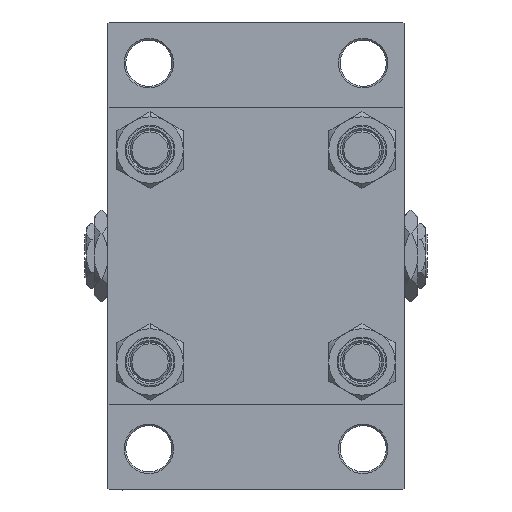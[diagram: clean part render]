
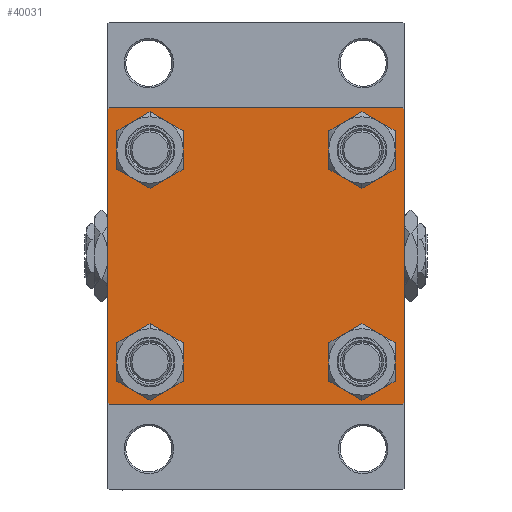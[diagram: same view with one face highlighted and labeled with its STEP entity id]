
A CAD part, left-side view. The second image highlights one B-rep face of the part: STEP entity #40031.
In plain terms, the highlighted planar face has unit normal (-1, 0, 0).
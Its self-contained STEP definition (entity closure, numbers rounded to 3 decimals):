
#1411 = AXIS2_PLACEMENT_3D ( 'NONE', #28038, #27058, #19856 ) ;
#1484 = CARTESIAN_POINT ( 'NONE',  ( 0., 32.15, -38.65 ) ) ;
#2309 = EDGE_CURVE ( 'NONE', #23045, #40580, #26502, .T. ) ;
#2410 = CARTESIAN_POINT ( 'NONE',  ( 0., 45., -45. ) ) ;
#2881 = EDGE_CURVE ( 'NONE', #23468, #32658, #7193, .T. ) ;
#3005 = CARTESIAN_POINT ( 'NONE',  ( 0., -32.15, -38.65 ) ) ;
#4103 = CARTESIAN_POINT ( 'NONE',  ( 0., -44.5, 45. ) ) ;
#4497 = EDGE_LOOP ( 'NONE', ( #6212, #24300 ) ) ;
#4790 = VECTOR ( 'NONE', #33446, 1000. ) ;
#4878 = CARTESIAN_POINT ( 'NONE',  ( 0., -32.15, -25.65 ) ) ;
#5907 = CARTESIAN_POINT ( 'NONE',  ( 0., -32.15, 32.15 ) ) ;
#6212 = ORIENTED_EDGE ( 'NONE', *, *, #44111, .T. ) ;
#6269 = CARTESIAN_POINT ( 'NONE',  ( 0., -32.15, -32.15 ) ) ;
#6369 = CARTESIAN_POINT ( 'NONE',  ( 0., 32.15, 38.65 ) ) ;
#6429 = ORIENTED_EDGE ( 'NONE', *, *, #47490, .T. ) ;
#7074 = CARTESIAN_POINT ( 'NONE',  ( 0., 32.15, -25.65 ) ) ;
#7193 = CIRCLE ( 'NONE', #24570, 6.5 ) ;
#7726 = AXIS2_PLACEMENT_3D ( 'NONE', #5907, #21227, #47253 ) ;
#7743 = FACE_BOUND ( 'NONE', #23402, .T. ) ;
#8294 = LINE ( 'NONE', #34286, #22658 ) ;
#8861 = ORIENTED_EDGE ( 'NONE', *, *, #21538, .T. ) ;
#9269 = VERTEX_POINT ( 'NONE', #14865 ) ;
#9301 = AXIS2_PLACEMENT_3D ( 'NONE', #21621, #29306, #33020 ) ;
#10666 = ORIENTED_EDGE ( 'NONE', *, *, #37394, .T. ) ;
#10922 = VERTEX_POINT ( 'NONE', #7074 ) ;
#10950 = EDGE_CURVE ( 'NONE', #34303, #24359, #8294, .T. ) ;
#11870 = DIRECTION ( 'NONE',  ( 0., 0., 1. ) ) ;
#13213 = CIRCLE ( 'NONE', #9301, 6.5 ) ;
#13706 = DIRECTION ( 'NONE',  ( 0., 0., 1. ) ) ;
#13847 = ORIENTED_EDGE ( 'NONE', *, *, #2309, .F. ) ;
#14676 = EDGE_CURVE ( 'NONE', #26544, #14739, #22798, .T. ) ;
#14737 = VECTOR ( 'NONE', #15441, 1000. ) ;
#14739 = VERTEX_POINT ( 'NONE', #32150 ) ;
#14835 = EDGE_CURVE ( 'NONE', #23045, #26678, #33623, .T. ) ;
#14865 = CARTESIAN_POINT ( 'NONE',  ( 0., -44.5, -45. ) ) ;
#15441 = DIRECTION ( 'NONE',  ( 0., -1., 0. ) ) ;
#16377 = CARTESIAN_POINT ( 'NONE',  ( 0., 32.15, -32.15 ) ) ;
#16445 = CARTESIAN_POINT ( 'NONE',  ( 0., -32.15, 38.65 ) ) ;
#16630 = ORIENTED_EDGE ( 'NONE', *, *, #2881, .T. ) ;
#17403 = VERTEX_POINT ( 'NONE', #31763 ) ;
#17652 = DIRECTION ( 'NONE',  ( 1., 0., 0. ) ) ;
#17985 = CIRCLE ( 'NONE', #1411, 6.5 ) ;
#18137 = EDGE_LOOP ( 'NONE', ( #29550, #6429 ) ) ;
#18612 = ORIENTED_EDGE ( 'NONE', *, *, #44408, .T. ) ;
#18645 = FACE_OUTER_BOUND ( 'NONE', #22085, .T. ) ;
#18760 = DIRECTION ( 'NONE',  ( 0., 0.707, 0.707 ) ) ;
#18883 = DIRECTION ( 'NONE',  ( -1., 0., 0. ) ) ;
#19363 = PLANE ( 'NONE',  #28132 ) ;
#19856 = DIRECTION ( 'NONE',  ( 0., 0., 1. ) ) ;
#20469 = AXIS2_PLACEMENT_3D ( 'NONE', #16377, #36645, #47568 ) ;
#20854 = EDGE_CURVE ( 'NONE', #42929, #38906, #34434, .T. ) ;
#21010 = ORIENTED_EDGE ( 'NONE', *, *, #43120, .T. ) ;
#21227 = DIRECTION ( 'NONE',  ( 1., 0., 0. ) ) ;
#21230 = CARTESIAN_POINT ( 'NONE',  ( 0., -45., 44.5 ) ) ;
#21365 = CARTESIAN_POINT ( 'NONE',  ( 0., 45., 44.5 ) ) ;
#21538 = EDGE_CURVE ( 'NONE', #32658, #23468, #37153, .T. ) ;
#21621 = CARTESIAN_POINT ( 'NONE',  ( 0., -32.15, 32.15 ) ) ;
#21757 = LINE ( 'NONE', #25236, #30135 ) ;
#22085 = EDGE_LOOP ( 'NONE', ( #22427, #47566, #10666, #35648, #13847, #38528, #45015, #41820 ) ) ;
#22427 = ORIENTED_EDGE ( 'NONE', *, *, #23724, .T. ) ;
#22658 = VECTOR ( 'NONE', #35255, 1000. ) ;
#22798 = CIRCLE ( 'NONE', #45747, 6.5 ) ;
#23045 = VERTEX_POINT ( 'NONE', #21230 ) ;
#23047 = CARTESIAN_POINT ( 'NONE',  ( 0., 44.75, 44.75 ) ) ;
#23402 = EDGE_LOOP ( 'NONE', ( #21010, #18612 ) ) ;
#23468 = VERTEX_POINT ( 'NONE', #3005 ) ;
#23505 = CARTESIAN_POINT ( 'NONE',  ( 0., 45., 45. ) ) ;
#23623 = AXIS2_PLACEMENT_3D ( 'NONE', #47381, #39208, #35239 ) ;
#23724 = EDGE_CURVE ( 'NONE', #38906, #34303, #30950, .T. ) ;
#24300 = ORIENTED_EDGE ( 'NONE', *, *, #46971, .T. ) ;
#24359 = VERTEX_POINT ( 'NONE', #36740 ) ;
#24570 = AXIS2_PLACEMENT_3D ( 'NONE', #42996, #31865, #39047 ) ;
#24899 = EDGE_CURVE ( 'NONE', #9269, #40580, #21757, .T. ) ;
#25236 = CARTESIAN_POINT ( 'NONE',  ( 0., -44.75, -44.75 ) ) ;
#26353 = DIRECTION ( 'NONE',  ( 0., -1., 0. ) ) ;
#26502 = LINE ( 'NONE', #40868, #4790 ) ;
#26544 = VERTEX_POINT ( 'NONE', #6369 ) ;
#26678 = VERTEX_POINT ( 'NONE', #4103 ) ;
#26813 = CIRCLE ( 'NONE', #20469, 6.5 ) ;
#26974 = AXIS2_PLACEMENT_3D ( 'NONE', #6269, #17652, #13706 ) ;
#27058 = DIRECTION ( 'NONE',  ( 1., 0., 0. ) ) ;
#27464 = CARTESIAN_POINT ( 'NONE',  ( 0., 32.15, 32.15 ) ) ;
#28038 = CARTESIAN_POINT ( 'NONE',  ( 0., 32.15, -32.15 ) ) ;
#28132 = AXIS2_PLACEMENT_3D ( 'NONE', #37948, #18883, #41411 ) ;
#28703 = EDGE_LOOP ( 'NONE', ( #8861, #16630 ) ) ;
#28896 = LINE ( 'NONE', #2410, #14737 ) ;
#29306 = DIRECTION ( 'NONE',  ( 1., 0., 0. ) ) ;
#29550 = ORIENTED_EDGE ( 'NONE', *, *, #14676, .T. ) ;
#30135 = VECTOR ( 'NONE', #32427, 1000. ) ;
#30314 = LINE ( 'NONE', #41204, #30697 ) ;
#30697 = VECTOR ( 'NONE', #26353, 1000. ) ;
#30950 = LINE ( 'NONE', #23505, #34041 ) ;
#31763 = CARTESIAN_POINT ( 'NONE',  ( 0., -32.15, 25.65 ) ) ;
#31800 = CARTESIAN_POINT ( 'NONE',  ( 0., 44.5, 45. ) ) ;
#31865 = DIRECTION ( 'NONE',  ( 1., 0., 0. ) ) ;
#32150 = CARTESIAN_POINT ( 'NONE',  ( 0., 32.15, 25.65 ) ) ;
#32427 = DIRECTION ( 'NONE',  ( 0., -0.707, 0.707 ) ) ;
#32658 = VERTEX_POINT ( 'NONE', #4878 ) ;
#33020 = DIRECTION ( 'NONE',  ( 0., 0., 1. ) ) ;
#33165 = VERTEX_POINT ( 'NONE', #1484 ) ;
#33446 = DIRECTION ( 'NONE',  ( 0., 0., -1. ) ) ;
#33623 = LINE ( 'NONE', #45500, #47351 ) ;
#33991 = FACE_BOUND ( 'NONE', #4497, .T. ) ;
#34041 = VECTOR ( 'NONE', #38615, 1000. ) ;
#34286 = CARTESIAN_POINT ( 'NONE',  ( 0., 44.75, -44.75 ) ) ;
#34303 = VERTEX_POINT ( 'NONE', #42512 ) ;
#34434 = LINE ( 'NONE', #23047, #36440 ) ;
#35239 = DIRECTION ( 'NONE',  ( 0., 0., 1. ) ) ;
#35255 = DIRECTION ( 'NONE',  ( 0., -0.707, -0.707 ) ) ;
#35648 = ORIENTED_EDGE ( 'NONE', *, *, #24899, .T. ) ;
#36272 = CIRCLE ( 'NONE', #23623, 6.5 ) ;
#36440 = VECTOR ( 'NONE', #38643, 1000. ) ;
#36538 = FACE_BOUND ( 'NONE', #18137, .T. ) ;
#36645 = DIRECTION ( 'NONE',  ( 1., 0., 0. ) ) ;
#36740 = CARTESIAN_POINT ( 'NONE',  ( 0., 44.5, -45. ) ) ;
#37153 = CIRCLE ( 'NONE', #26974, 6.5 ) ;
#37394 = EDGE_CURVE ( 'NONE', #24359, #9269, #28896, .T. ) ;
#37777 = CIRCLE ( 'NONE', #7726, 6.5 ) ;
#37948 = CARTESIAN_POINT ( 'NONE',  ( 0., 0., 0. ) ) ;
#38528 = ORIENTED_EDGE ( 'NONE', *, *, #14835, .T. ) ;
#38615 = DIRECTION ( 'NONE',  ( 0., 0., -1. ) ) ;
#38643 = DIRECTION ( 'NONE',  ( 0., 0.707, -0.707 ) ) ;
#38906 = VERTEX_POINT ( 'NONE', #21365 ) ;
#39047 = DIRECTION ( 'NONE',  ( 0., 0., 1. ) ) ;
#39208 = DIRECTION ( 'NONE',  ( 1., 0., 0. ) ) ;
#40031 = ADVANCED_FACE ( 'NONE', ( #7743, #41646, #33991, #36538, #18645 ), #19363, .T. ) ;
#40580 = VERTEX_POINT ( 'NONE', #44297 ) ;
#40868 = CARTESIAN_POINT ( 'NONE',  ( 0., -45., 45. ) ) ;
#41204 = CARTESIAN_POINT ( 'NONE',  ( 0., 45., 45. ) ) ;
#41411 = DIRECTION ( 'NONE',  ( 0., 0., 1. ) ) ;
#41646 = FACE_BOUND ( 'NONE', #28703, .T. ) ;
#41820 = ORIENTED_EDGE ( 'NONE', *, *, #20854, .T. ) ;
#42360 = VERTEX_POINT ( 'NONE', #16445 ) ;
#42512 = CARTESIAN_POINT ( 'NONE',  ( 0., 45., -44.5 ) ) ;
#42929 = VERTEX_POINT ( 'NONE', #31800 ) ;
#42996 = CARTESIAN_POINT ( 'NONE',  ( 0., -32.15, -32.15 ) ) ;
#43120 = EDGE_CURVE ( 'NONE', #42360, #17403, #13213, .T. ) ;
#44111 = EDGE_CURVE ( 'NONE', #10922, #33165, #17985, .T. ) ;
#44297 = CARTESIAN_POINT ( 'NONE',  ( 0., -45., -44.5 ) ) ;
#44408 = EDGE_CURVE ( 'NONE', #17403, #42360, #37777, .T. ) ;
#45015 = ORIENTED_EDGE ( 'NONE', *, *, #45424, .F. ) ;
#45424 = EDGE_CURVE ( 'NONE', #42929, #26678, #30314, .T. ) ;
#45500 = CARTESIAN_POINT ( 'NONE',  ( 0., -44.75, 44.75 ) ) ;
#45747 = AXIS2_PLACEMENT_3D ( 'NONE', #27464, #46781, #11870 ) ;
#46781 = DIRECTION ( 'NONE',  ( 1., 0., 0. ) ) ;
#46971 = EDGE_CURVE ( 'NONE', #33165, #10922, #26813, .T. ) ;
#47253 = DIRECTION ( 'NONE',  ( 0., 0., 1. ) ) ;
#47351 = VECTOR ( 'NONE', #18760, 1000. ) ;
#47381 = CARTESIAN_POINT ( 'NONE',  ( 0., 32.15, 32.15 ) ) ;
#47490 = EDGE_CURVE ( 'NONE', #14739, #26544, #36272, .T. ) ;
#47566 = ORIENTED_EDGE ( 'NONE', *, *, #10950, .T. ) ;
#47568 = DIRECTION ( 'NONE',  ( 0., 0., 1. ) ) ;
